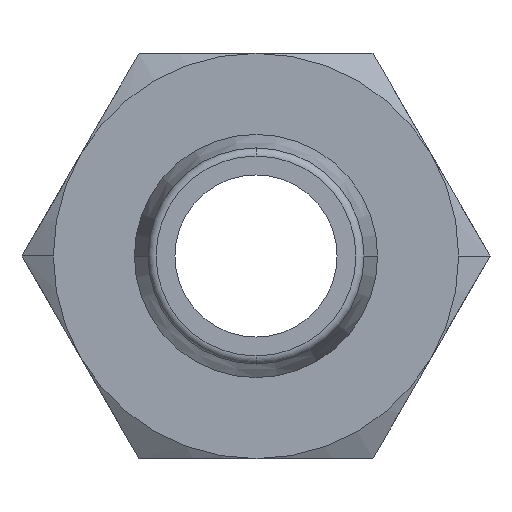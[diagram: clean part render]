
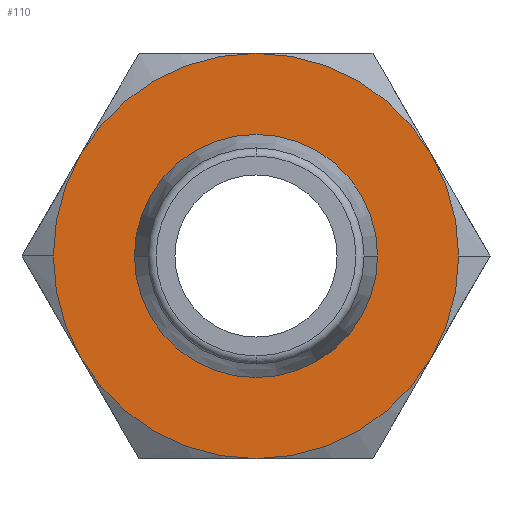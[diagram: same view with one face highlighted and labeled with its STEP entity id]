
A CAD part, front view. The second image highlights one B-rep face of the part: STEP entity #110.
In plain terms, the highlighted planar face has unit normal (0, -1, 0).
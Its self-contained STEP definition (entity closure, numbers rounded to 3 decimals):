
#110=ADVANCED_FACE('',(#237,#238),#239,.T.);
#237=FACE_OUTER_BOUND('',#380,.T.);
#238=FACE_BOUND('',#381,.T.);
#239=PLANE('',#382);
#380=EDGE_LOOP('',(#627,#628,#629,#630,#631,#632,#633,#634));
#381=EDGE_LOOP('',(#635,#636));
#382=AXIS2_PLACEMENT_3D('',#637,#638,#639);
#627=ORIENTED_EDGE('',*,*,#913,.T.);
#628=ORIENTED_EDGE('',*,*,#831,.T.);
#629=ORIENTED_EDGE('',*,*,#856,.T.);
#630=ORIENTED_EDGE('',*,*,#877,.T.);
#631=ORIENTED_EDGE('',*,*,#914,.T.);
#632=ORIENTED_EDGE('',*,*,#902,.T.);
#633=ORIENTED_EDGE('',*,*,#915,.T.);
#634=ORIENTED_EDGE('',*,*,#907,.T.);
#635=ORIENTED_EDGE('',*,*,#916,.F.);
#636=ORIENTED_EDGE('',*,*,#864,.F.);
#637=CARTESIAN_POINT('',(-3.75,14.0,0.0));
#638=DIRECTION('',(0.,-1.0,0.0));
#639=DIRECTION('',(-1.0,0.,0.0));
#831=EDGE_CURVE('',#978,#959,#980,.T.);
#856=EDGE_CURVE('',#959,#1020,#1022,.T.);
#864=EDGE_CURVE('',#1032,#1034,#1035,.T.);
#877=EDGE_CURVE('',#1020,#1053,#1055,.T.);
#902=EDGE_CURVE('',#1088,#1091,#1093,.T.);
#907=EDGE_CURVE('',#1010,#1097,#1099,.T.);
#913=EDGE_CURVE('',#1097,#978,#1105,.T.);
#914=EDGE_CURVE('',#1053,#1088,#1106,.T.);
#915=EDGE_CURVE('',#1091,#1010,#1107,.T.);
#916=EDGE_CURVE('',#1034,#1032,#1108,.T.);
#959=VERTEX_POINT('',#1153);
#978=VERTEX_POINT('',#1199);
#980=CIRCLE('',#1202,7.5);
#1010=VERTEX_POINT('',#1238);
#1020=VERTEX_POINT('',#1273);
#1022=CIRCLE('',#1286,7.5);
#1032=VERTEX_POINT('',#1298);
#1034=VERTEX_POINT('',#1301);
#1035=CIRCLE('',#1302,4.5);
#1053=VERTEX_POINT('',#1323);
#1055=CIRCLE('',#1336,7.5);
#1088=VERTEX_POINT('',#1386);
#1091=VERTEX_POINT('',#1390);
#1093=CIRCLE('',#1403,7.5);
#1097=VERTEX_POINT('',#1407);
#1099=CIRCLE('',#1420,7.5);
#1105=CIRCLE('',#1439,7.5);
#1106=CIRCLE('',#1440,7.5);
#1107=CIRCLE('',#1441,7.5);
#1108=CIRCLE('',#1442,4.5);
#1153=CARTESIAN_POINT('',(-6.495,14.0,-3.75));
#1199=CARTESIAN_POINT('',(-7.5,14.0,0.));
#1202=AXIS2_PLACEMENT_3D('',#1527,#1528,#1529);
#1238=CARTESIAN_POINT('',(0.,14.0,7.5));
#1273=CARTESIAN_POINT('',(0.,14.0,-7.5));
#1286=AXIS2_PLACEMENT_3D('',#1560,#1561,#1562);
#1298=CARTESIAN_POINT('',(4.5,14.0,0.));
#1301=CARTESIAN_POINT('',(-4.5,14.0,0.));
#1302=AXIS2_PLACEMENT_3D('',#1572,#1573,#1574);
#1323=CARTESIAN_POINT('',(6.495,14.0,-3.75));
#1336=AXIS2_PLACEMENT_3D('',#1593,#1594,#1595);
#1386=CARTESIAN_POINT('',(7.5,14.0,0.));
#1390=CARTESIAN_POINT('',(6.495,14.0,3.75));
#1403=AXIS2_PLACEMENT_3D('',#1633,#1634,#1635);
#1407=CARTESIAN_POINT('',(-6.495,14.0,3.75));
#1420=AXIS2_PLACEMENT_3D('',#1639,#1640,#1641);
#1439=AXIS2_PLACEMENT_3D('',#1644,#1645,#1646);
#1440=AXIS2_PLACEMENT_3D('',#1647,#1648,#1649);
#1441=AXIS2_PLACEMENT_3D('',#1650,#1651,#1652);
#1442=AXIS2_PLACEMENT_3D('',#1653,#1654,#1655);
#1527=CARTESIAN_POINT('',(0.,14.0,0.0));
#1528=DIRECTION('',(0.,-1.0,0.0));
#1529=DIRECTION('',(-1.0,0.,0.0));
#1560=CARTESIAN_POINT('',(0.,14.0,0.0));
#1561=DIRECTION('',(0.,-1.0,0.0));
#1562=DIRECTION('',(-1.0,0.,0.0));
#1572=CARTESIAN_POINT('',(0.0,14.0,0.0));
#1573=DIRECTION('',(0.,-1.0,0.0));
#1574=DIRECTION('',(1.0,0.,0.0));
#1593=CARTESIAN_POINT('',(0.,14.0,0.0));
#1594=DIRECTION('',(0.,-1.0,0.0));
#1595=DIRECTION('',(-1.0,0.,0.0));
#1633=CARTESIAN_POINT('',(0.,14.0,0.0));
#1634=DIRECTION('',(0.,-1.0,0.0));
#1635=DIRECTION('',(-1.0,0.,0.0));
#1639=CARTESIAN_POINT('',(0.,14.0,0.0));
#1640=DIRECTION('',(0.,-1.0,0.0));
#1641=DIRECTION('',(-1.0,0.,0.0));
#1644=CARTESIAN_POINT('',(0.,14.0,0.0));
#1645=DIRECTION('',(0.,-1.0,0.0));
#1646=DIRECTION('',(-1.0,0.,0.0));
#1647=CARTESIAN_POINT('',(0.,14.0,0.0));
#1648=DIRECTION('',(0.,-1.0,0.0));
#1649=DIRECTION('',(-1.0,0.,0.0));
#1650=CARTESIAN_POINT('',(0.,14.0,0.0));
#1651=DIRECTION('',(0.,-1.0,0.0));
#1652=DIRECTION('',(-1.0,0.,0.0));
#1653=CARTESIAN_POINT('',(0.0,14.0,0.0));
#1654=DIRECTION('',(0.,-1.0,0.0));
#1655=DIRECTION('',(1.0,0.,0.0));
